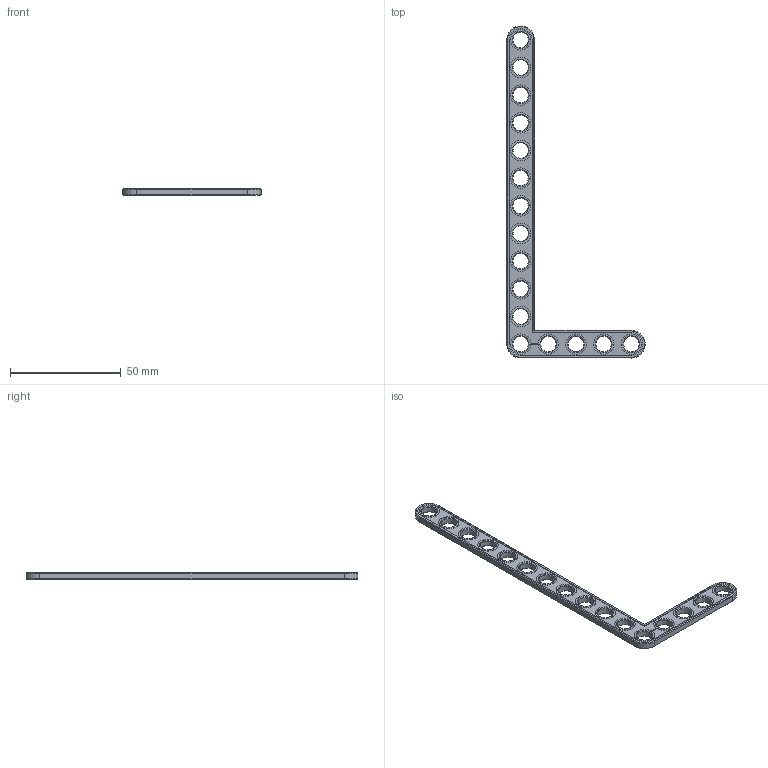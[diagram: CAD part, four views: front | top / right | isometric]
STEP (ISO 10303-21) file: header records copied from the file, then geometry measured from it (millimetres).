
FILE_DESCRIPTION(('FreeCAD Model'),'2;1');
FILE_NAME('Open CASCADE Shape Model','2022-02-09T00:12:21',( 'Paulo Kiefe'),('STEMFIE.org'),'Open CASCADE STEP processor 7.4', 'FreeCAD','Unknown');
FILE_SCHEMA(('AUTOMOTIVE_DESIGN { 1 0 10303 214 1 1 1 1 }'));
Length unit declared in the file: millimetre
Products named in the file (1): Brace_AGD_90_ASYM_ERR_BU05x12x01x00.25_-_SPN-BRC-1057_(stemfie.org)
Bounding box: 62.5 x 150 x 3.12 mm (x, y, z)
Volume: 5498.7 mm3; surface area: 5980.1 mm2
Topology: 1 solids, 1 shells, 594 faces, 1583 edges, 1040 vertices
Faces by surface type: plane 352, extrusion 166, cone 38, cylinder 38
Full cylindrical faces by diameter (mm): 7 x16, 9.2 x16
Entity records: 40203 total; most frequent: CARTESIAN_POINT 9529, DIRECTION 5025, VECTOR 3879, LINE 3713, ORIENTED_EDGE 3166, PCURVE 3166, DEFINITIONAL_REPRESENTATION 3166, EDGE_CURVE 1583
